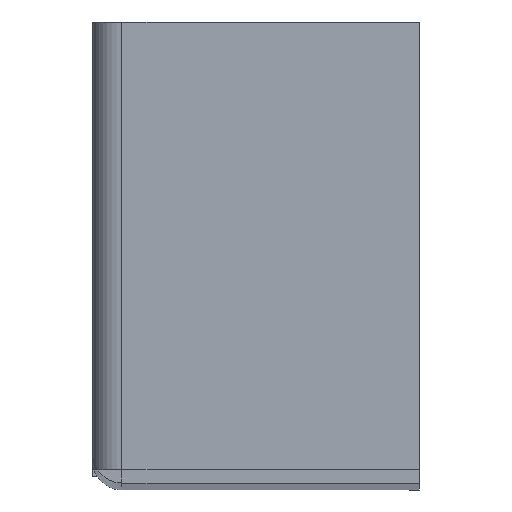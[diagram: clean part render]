
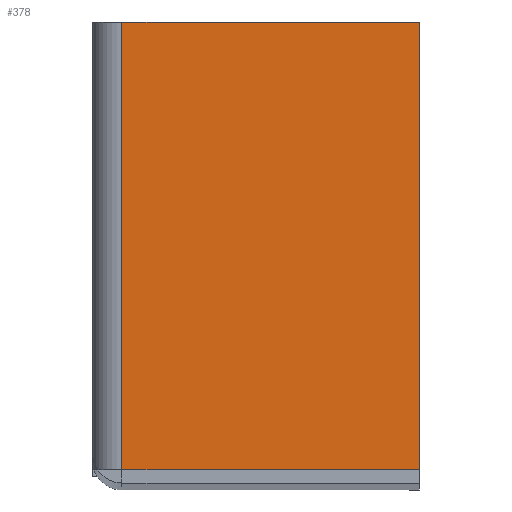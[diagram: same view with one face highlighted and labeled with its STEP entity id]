
A CAD part, top view. The second image highlights one B-rep face of the part: STEP entity #378.
In plain terms, the highlighted planar face has unit normal (0, 0, 1).
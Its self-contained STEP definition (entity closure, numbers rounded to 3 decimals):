
#16 = PLANE ( 'NONE',  #644 ) ;
#56 = EDGE_CURVE ( 'NONE', #523, #410, #557, .T. ) ;
#64 = CARTESIAN_POINT ( 'NONE',  ( 20., 13.7, 124. ) ) ;
#78 = VECTOR ( 'NONE', #707, 1000. ) ;
#135 = EDGE_CURVE ( 'NONE', #689, #410, #496, .T. ) ;
#178 = VERTEX_POINT ( 'NONE', #785 ) ;
#193 = CARTESIAN_POINT ( 'NONE',  ( 20., -13.7, 124. ) ) ;
#206 = VECTOR ( 'NONE', #548, 1000. ) ;
#218 = EDGE_CURVE ( 'NONE', #178, #523, #655, .T. ) ;
#244 = DIRECTION ( 'NONE',  ( 0., 0., -1. ) ) ;
#300 = VECTOR ( 'NONE', #886, 1000. ) ;
#310 = EDGE_CURVE ( 'NONE', #689, #178, #358, .T. ) ;
#313 = CARTESIAN_POINT ( 'NONE',  ( 0., 0., 124. ) ) ;
#358 = LINE ( 'NONE', #193, #300 ) ;
#378 = ADVANCED_FACE ( 'NONE', ( #445 ), #16, .F. ) ;
#410 = VERTEX_POINT ( 'NONE', #816 ) ;
#422 = CARTESIAN_POINT ( 'NONE',  ( 1.8, -13.7, 124. ) ) ;
#431 = CARTESIAN_POINT ( 'NONE',  ( 1.8, 0., 124. ) ) ;
#445 = FACE_OUTER_BOUND ( 'NONE', #551, .T. ) ;
#496 = LINE ( 'NONE', #431, #78 ) ;
#523 = VERTEX_POINT ( 'NONE', #795 ) ;
#533 = DIRECTION ( 'NONE',  ( -1., 0., 0. ) ) ;
#548 = DIRECTION ( 'NONE',  ( 0., 1., 0. ) ) ;
#551 = EDGE_LOOP ( 'NONE', ( #741, #736, #671, #693 ) ) ;
#557 = LINE ( 'NONE', #565, #584 ) ;
#565 = CARTESIAN_POINT ( 'NONE',  ( 0.8, 13.7, 124. ) ) ;
#584 = VECTOR ( 'NONE', #829, 1000. ) ;
#644 = AXIS2_PLACEMENT_3D ( 'NONE', #313, #244, #533 ) ;
#655 = LINE ( 'NONE', #64, #206 ) ;
#671 = ORIENTED_EDGE ( 'NONE', *, *, #218, .T. ) ;
#689 = VERTEX_POINT ( 'NONE', #422 ) ;
#693 = ORIENTED_EDGE ( 'NONE', *, *, #56, .T. ) ;
#707 = DIRECTION ( 'NONE',  ( 0., 1., 0. ) ) ;
#736 = ORIENTED_EDGE ( 'NONE', *, *, #310, .T. ) ;
#741 = ORIENTED_EDGE ( 'NONE', *, *, #135, .F. ) ;
#785 = CARTESIAN_POINT ( 'NONE',  ( 20., -13.7, 124. ) ) ;
#795 = CARTESIAN_POINT ( 'NONE',  ( 20., 13.7, 124. ) ) ;
#816 = CARTESIAN_POINT ( 'NONE',  ( 1.8, 13.7, 124. ) ) ;
#829 = DIRECTION ( 'NONE',  ( -1., 0., 0. ) ) ;
#886 = DIRECTION ( 'NONE',  ( 1., 0., 0. ) ) ;
